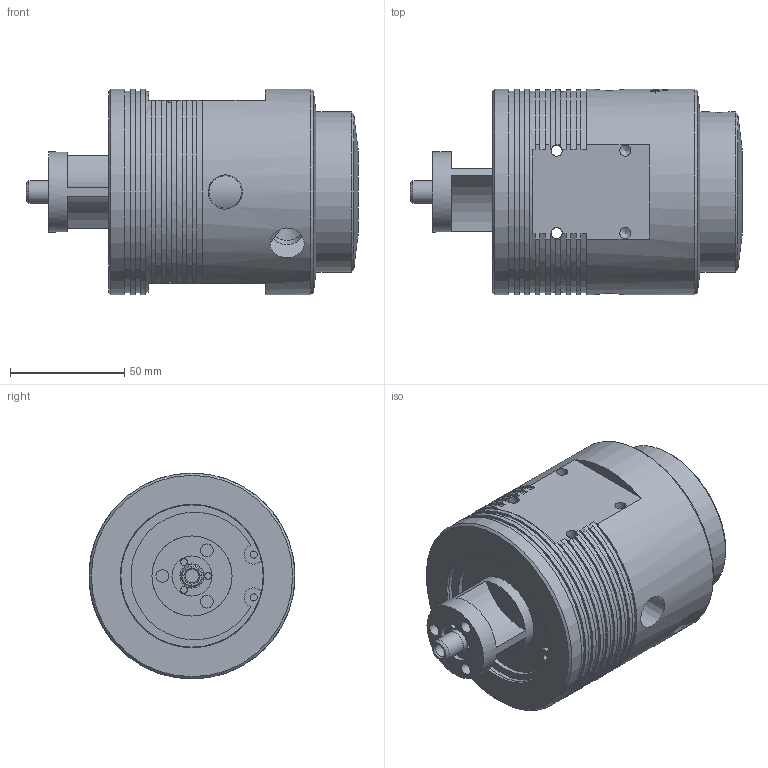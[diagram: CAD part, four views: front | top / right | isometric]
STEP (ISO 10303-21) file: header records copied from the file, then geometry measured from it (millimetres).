
FILE_DESCRIPTION(/* description */ (''),/* implementation_level */ '2;1');
FILE_NAME(/* name */ '2620-461-100-IC.stp',/* time_stamp */ '2020-05-17T17:09:49-05:00',/* author */ ('Moorera'),/* organization */ (''),/* preprocessor_version */ 'ST-DEVELOPER v18.1',/* originating_system */ 'Autodesk Inventor 2020',/* authorisation */ '');
FILE_SCHEMA (('AUTOMOTIVE_DESIGN { 1 0 10303 214 3 1 1 }'));
Length unit declared in the file: millimetre
Products named in the file (1): 2620-461-100-IC
Bounding box: 145.1 x 90 x 90 mm (x, y, z)
Volume: 611218.3 mm3; surface area: 57796.6 mm2
Topology: 1 solids, 1 shells, 459 faces, 1246 edges, 839 vertices
Faces by surface type: bspline 206, plane 134, cylinder 98, cone 21
Full cylindrical faces by diameter (mm): 3 x3, 3.12 x2, 4.917 x8, 5.5 x3, 6 x1, 8 x1, 10 x1, 10.5 x1, 14.25 x3, 17.5 x1, 35 x1, 62.2 x1, 70 x1, 88 x3, 90 x4
Entity records: 23450 total; most frequent: CARTESIAN_POINT 12541, ORIENTED_EDGE 2474, DIRECTION 1799, EDGE_CURVE 1237, VERTEX_POINT 839, AXIS2_PLACEMENT_3D 658, EDGE_LOOP 524, LINE 483
